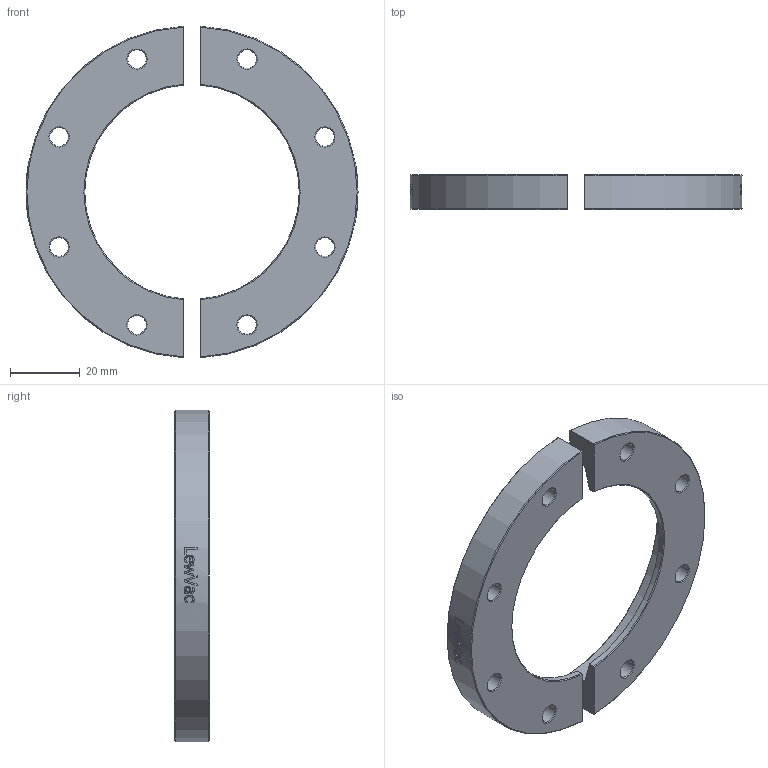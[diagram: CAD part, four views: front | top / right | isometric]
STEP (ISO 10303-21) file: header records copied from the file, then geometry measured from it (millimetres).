
FILE_DESCRIPTION(/* description */ (''),/* implementation_level */ '2;1');
FILE_NAME(/* name */ 'FL-BC50KF.stp',/* time_stamp */ '2018-04-03T15:37:57+01:00',/* author */ ('paul'),/* organization */ (''),/* preprocessor_version */ 'ST-DEVELOPER v17',/* originating_system */ 'Autodesk Inventor 2018',/* authorisation */ '');
FILE_SCHEMA (('AUTOMOTIVE_DESIGN { 1 0 10303 214 3 1 1 }'));
Length unit declared in the file: millimetre
Products named in the file (1): FL-BC50KF
Bounding box: 95.2 x 9.9 x 95.07 mm (x, y, z)
Volume: 27610.3 mm3; surface area: 13881.2 mm2
Topology: 2 solids, 2 shells, 232 faces, 629 edges, 417 vertices
Faces by surface type: bspline 106, plane 68, cylinder 30, cone 28
Full cylindrical faces by diameter (mm): 5.3 x8
Entity records: 9825 total; most frequent: CARTESIAN_POINT 4496, ORIENTED_EDGE 1256, DIRECTION 802, EDGE_CURVE 628, VERTEX_POINT 416, LINE 278, VECTOR 278, EDGE_LOOP 264
